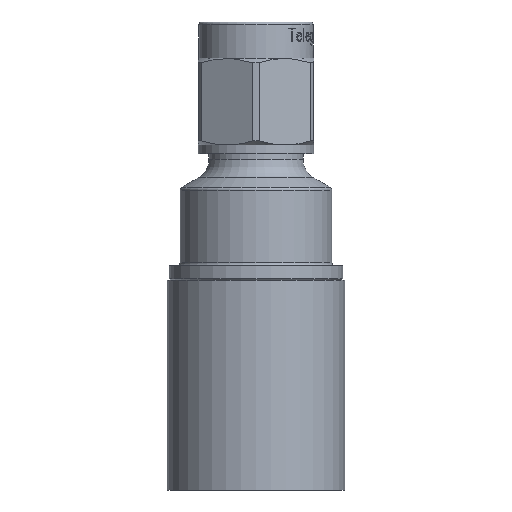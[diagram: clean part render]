
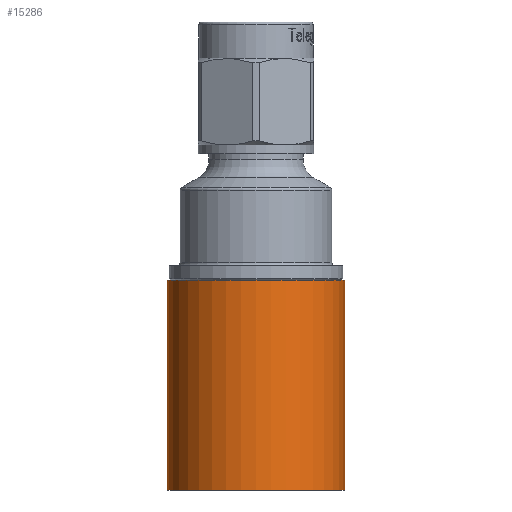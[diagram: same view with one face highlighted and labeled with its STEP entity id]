
A CAD part, front view. The second image highlights one B-rep face of the part: STEP entity #15286.
In plain terms, the highlighted cylindrical face has radius 6.125 mm (diameter 12.25 mm), a partial arc.
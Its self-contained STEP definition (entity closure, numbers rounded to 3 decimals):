
#334 = DIRECTION ( 'NONE',  ( 1., 0., 0. ) ) ;
#1830 = CARTESIAN_POINT ( 'NONE',  ( 0., 0., -14.8 ) ) ;
#1910 = CIRCLE ( 'NONE', #21150, 6.125 ) ;
#2392 = DIRECTION ( 'NONE',  ( 0., 0., 1. ) ) ;
#2415 = CIRCLE ( 'NONE', #18608, 6.125 ) ;
#2844 = ORIENTED_EDGE ( 'NONE', *, *, #7411, .T. ) ;
#2867 = AXIS2_PLACEMENT_3D ( 'NONE', #11799, #6810, #334 ) ;
#3483 = DIRECTION ( 'NONE',  ( 1., 0., 0. ) ) ;
#3838 = CARTESIAN_POINT ( 'NONE',  ( 6.125, 0., -14.8 ) ) ;
#4445 = VERTEX_POINT ( 'NONE', #3838 ) ;
#4478 = CARTESIAN_POINT ( 'NONE',  ( 6.125, 0., -29.3 ) ) ;
#4843 = EDGE_CURVE ( 'NONE', #5319, #4445, #1910, .T. ) ;
#5003 = VECTOR ( 'NONE', #2392, 1000. ) ;
#5319 = VERTEX_POINT ( 'NONE', #9386 ) ;
#5585 = CARTESIAN_POINT ( 'NONE',  ( -6.125, 0., -29.3 ) ) ;
#6025 = EDGE_CURVE ( 'NONE', #16382, #8025, #2415, .T. ) ;
#6810 = DIRECTION ( 'NONE',  ( 0., 0., 1. ) ) ;
#7112 = ORIENTED_EDGE ( 'NONE', *, *, #13979, .F. ) ;
#7411 = EDGE_CURVE ( 'NONE', #8025, #4445, #17578, .T. ) ;
#7494 = EDGE_LOOP ( 'NONE', ( #7112, #8652, #2844, #8927 ) ) ;
#7805 = LINE ( 'NONE', #20103, #20399 ) ;
#7919 = CARTESIAN_POINT ( 'NONE',  ( 0., 0., -29.3 ) ) ;
#8025 = VERTEX_POINT ( 'NONE', #4478 ) ;
#8652 = ORIENTED_EDGE ( 'NONE', *, *, #6025, .T. ) ;
#8927 = ORIENTED_EDGE ( 'NONE', *, *, #4843, .F. ) ;
#9386 = CARTESIAN_POINT ( 'NONE',  ( -6.125, 0., -14.8 ) ) ;
#9608 = DIRECTION ( 'NONE',  ( 1., 0., 0. ) ) ;
#11799 = CARTESIAN_POINT ( 'NONE',  ( 0., 0., -14.382 ) ) ;
#11961 = DIRECTION ( 'NONE',  ( 0., 0., 1. ) ) ;
#12274 = CARTESIAN_POINT ( 'NONE',  ( 6.125, 0., -14.382 ) ) ;
#13361 = DIRECTION ( 'NONE',  ( 0., 0., 1. ) ) ;
#13979 = EDGE_CURVE ( 'NONE', #16382, #5319, #7805, .T. ) ;
#15286 = ADVANCED_FACE ( 'NONE', ( #20587 ), #18532, .T. ) ;
#16382 = VERTEX_POINT ( 'NONE', #5585 ) ;
#17578 = LINE ( 'NONE', #12274, #5003 ) ;
#18532 = CYLINDRICAL_SURFACE ( 'NONE', #2867, 6.125 ) ;
#18608 = AXIS2_PLACEMENT_3D ( 'NONE', #7919, #19439, #9608 ) ;
#19439 = DIRECTION ( 'NONE',  ( 0., 0., 1. ) ) ;
#20103 = CARTESIAN_POINT ( 'NONE',  ( -6.125, 0., -14.382 ) ) ;
#20399 = VECTOR ( 'NONE', #11961, 1000. ) ;
#20587 = FACE_OUTER_BOUND ( 'NONE', #7494, .T. ) ;
#21150 = AXIS2_PLACEMENT_3D ( 'NONE', #1830, #13361, #3483 ) ;
